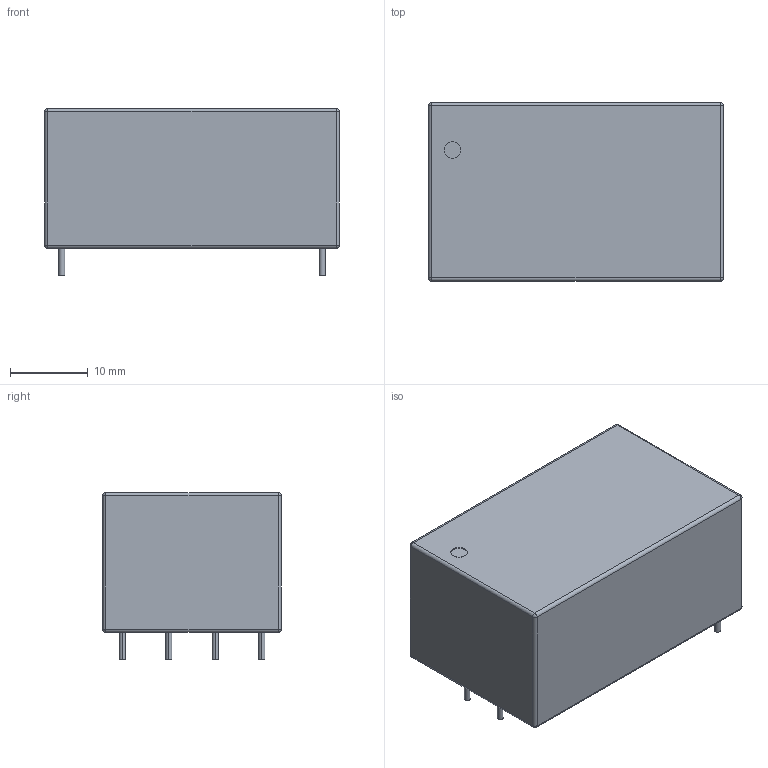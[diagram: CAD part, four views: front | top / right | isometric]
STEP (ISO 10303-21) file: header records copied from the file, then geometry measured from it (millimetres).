
FILE_DESCRIPTION (( 'STEP AP214' ), '1' );
FILE_NAME ('PWRM-TH_HLK-5M12_C917670.step', '2022-07-09T11:28:18', ( '' ), ( '' ), 'SwSTEP 2.0', 'SolidWorks 2020', '' );
FILE_SCHEMA (( 'AUTOMOTIVE_DESIGN' ));
Length unit declared in the file: millimetre
Products named in the file (1): PWRM-TH_HLK-5M12_C917670
Bounding box: 38 x 23 x 21.5 mm (x, y, z)
Volume: 15727.5 mm3; surface area: 3930.2 mm2
Topology: 1 solids, 1 shells, 325 faces, 860 edges, 560 vertices
Faces by surface type: plane 181, bspline 114, cylinder 22, sphere 8
Entity records: 14116 total; most frequent: CARTESIAN_POINT 4100, ORIENTED_EDGE 1704, DIRECTION 1088, EDGE_CURVE 852, VECTOR 576, LINE 576, VERTEX_POINT 560, EDGE_LOOP 356
